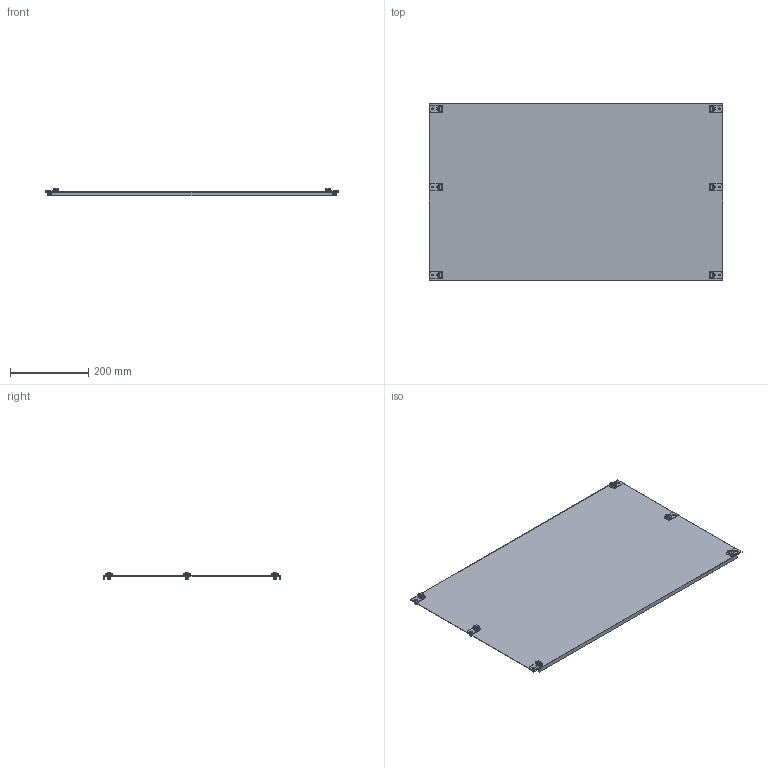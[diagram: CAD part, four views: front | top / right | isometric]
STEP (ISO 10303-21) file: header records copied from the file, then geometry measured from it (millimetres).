
FILE_DESCRIPTION((''),'2;1');
FILE_NAME('001101444_CP_2_3_F_ASM','2023-01-23T08:58:56',('klemen.sitar'),('Audax d.o.o.'),'CREO PARAMETRIC BY PTC INC, 2021304','CREO PARAMETRIC BY PTC INC, 2021304','');
FILE_SCHEMA(('AP242_MANAGED_MODEL_BASED_3D_ENGINEERING_MIM_LF { 1 0 10303 442 1 1 4 }'));
Length unit declared in the file: millimetre
Products named in the file (21): PRT0002_1_1_1_1_1_1_1; 001101443_CP_1_3_F_ASM_1_ASM_1_ASM; PRT0002_1_1_1_1_1_1_2_1_1_2_1_2; PRT0003_1_1_1_1_1_1_2_1_1_2_1_2; PRT0002_1_1_1_1_2_1_1_1_1_1_1; PRT0003_1_1_1_1_1_2_3_1_1_1_1; PRT0002_1_1_1_1_1_1_2_3_1_1_2_3; PRT0003_1_1_1_1_1_1_2_3_1_1_2_3; 001101443_CP_1_3_F_ASM_1_1_ASM__ASM; ASM0001_ASM_1_ASM; 001101443_CP_1_3_F_ASM_1_ASM; PRT0002_1_1_1_1_1_1_2_3_1_1_2_2; PRT0003_1_1_1_1_1_1_2_3_1_1_2_2; PRT0002_1_1_1_1_2_3_1_1_1_1_1_1; PRT0003_1_1_1_1_1_1_2_3_4_5_1_2; PRT0002_1_1_1_1_1_1_2_1_1_2_3_1; PRT0003_1_1_1_1_1_1_2_1_1_2_3_1; 001101443_CP_1_3_F_ASM_1_ASM__1_ASM; 001101443_CP_1_3_F_ASM_1_1_ASM; ASM0001_ASM; 001101444_CP_2_3_F_ASM
Assembly tree (20 placements, depth 5):
  001101444_CP_2_3_F_ASM
    001101443_CP_1_3_F_ASM_1_ASM
      001101443_CP_1_3_F_ASM_1_ASM_1_ASM
        PRT0002_1_1_1_1_1_1_1
      ASM0001_ASM_1_ASM
        001101443_CP_1_3_F_ASM_1_1_ASM__ASM
          PRT0002_1_1_1_1_1_1_2_1_1_2_1_2
          PRT0003_1_1_1_1_1_1_2_1_1_2_1_2
          PRT0002_1_1_1_1_2_1_1_1_1_1_1
          PRT0003_1_1_1_1_1_2_3_1_1_1_1
          PRT0002_1_1_1_1_1_1_2_3_1_1_2_3
          PRT0003_1_1_1_1_1_1_2_3_1_1_2_3
    ASM0001_ASM
      001101443_CP_1_3_F_ASM_1_1_ASM
        001101443_CP_1_3_F_ASM_1_ASM__1_ASM
          PRT0002_1_1_1_1_1_1_2_3_1_1_2_2
          PRT0003_1_1_1_1_1_1_2_3_1_1_2_2
          PRT0002_1_1_1_1_2_3_1_1_1_1_1_1
          PRT0003_1_1_1_1_1_1_2_3_4_5_1_2
          PRT0002_1_1_1_1_1_1_2_1_1_2_3_1
          PRT0003_1_1_1_1_1_1_2_1_1_2_3_1
Bounding box: 750 x 450 x 18.6 mm (x, y, z)
Volume: 367033.2 mm3; surface area: 719939.2 mm2
Topology: 13 solids, 13 shells, 518 faces, 1690 edges, 1412 vertices
Faces by surface type: plane 326, cylinder 180, cone 12
Entity records: 32659 total; most frequent: CARTESIAN_POINT 4380, DIRECTION 3422, ORIENTED_EDGE 2964, PRESENTATION_LAYER_ASSIGNMENT 2393, PRESENTATION_STYLE_ASSIGNMENT 1897, STYLED_ITEM 1897, CURVE_STYLE 1884, EDGE_CURVE 1482
